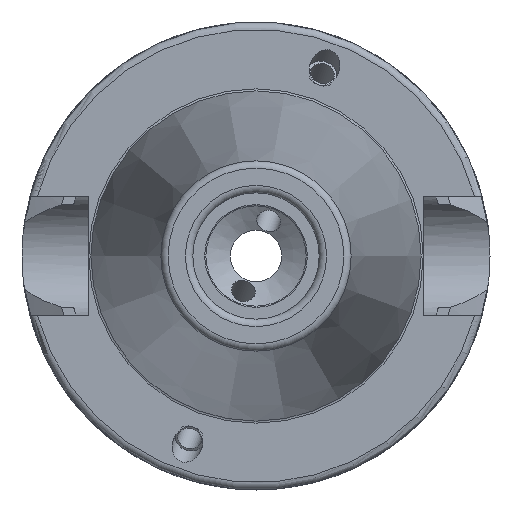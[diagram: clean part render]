
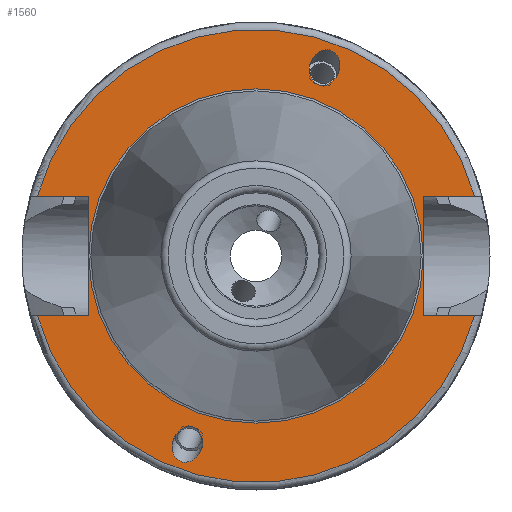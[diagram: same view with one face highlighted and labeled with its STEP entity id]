
A CAD part, left-side view. The second image highlights one B-rep face of the part: STEP entity #1560.
In plain terms, the highlighted planar face has unit normal (-1, 0, 0).
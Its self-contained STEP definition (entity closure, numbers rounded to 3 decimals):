
#27=ELLIPSE('',#1664,2.442,2.);
#38=ELLIPSE('',#1701,2.442,2.);
#74=FACE_BOUND('',#441,.T.);
#75=FACE_BOUND('',#442,.T.);
#76=FACE_BOUND('',#443,.T.);
#95=PLANE('',#1802);
#149=LINE('',#2832,#215);
#153=LINE('',#2840,#219);
#156=LINE('',#2860,#222);
#167=LINE('',#2962,#233);
#170=LINE('',#2983,#236);
#172=LINE('',#2986,#238);
#215=VECTOR('',#2147,10.);
#219=VECTOR('',#2153,10.);
#222=VECTOR('',#2158,10.);
#233=VECTOR('',#2215,10.);
#236=VECTOR('',#2220,10.);
#238=VECTOR('',#2224,10.);
#348=FACE_OUTER_BOUND('',#440,.T.);
#440=EDGE_LOOP('',(#1430,#1431,#1432,#1433,#1434,#1435,#1436,#1437));
#441=EDGE_LOOP('',(#1438));
#442=EDGE_LOOP('',(#1439));
#443=EDGE_LOOP('',(#1440,#1441));
#542=CIRCLE('',#1755,30.5);
#571=CIRCLE('',#1800,22.5);
#572=CIRCLE('',#1801,22.5);
#573=CIRCLE('',#1803,30.5);
#633=VERTEX_POINT('',#2590);
#657=VERTEX_POINT('',#2697);
#691=VERTEX_POINT('',#2820);
#692=VERTEX_POINT('',#2831);
#694=VERTEX_POINT('',#2837);
#695=VERTEX_POINT('',#2839);
#711=VERTEX_POINT('',#2922);
#718=VERTEX_POINT('',#2959);
#719=VERTEX_POINT('',#2961);
#723=VERTEX_POINT('',#2982);
#747=VERTEX_POINT('',#3054);
#748=VERTEX_POINT('',#3056);
#822=EDGE_CURVE('',#633,#633,#27,.T.);
#857=EDGE_CURVE('',#657,#657,#38,.T.);
#901=EDGE_CURVE('',#692,#691,#149,.T.);
#905=EDGE_CURVE('',#695,#694,#153,.T.);
#910=EDGE_CURVE('',#694,#692,#156,.T.);
#931=EDGE_CURVE('',#695,#711,#542,.T.);
#941=EDGE_CURVE('',#719,#718,#167,.T.);
#946=EDGE_CURVE('',#723,#711,#170,.T.);
#948=EDGE_CURVE('',#718,#723,#172,.T.);
#982=EDGE_CURVE('',#748,#747,#571,.T.);
#983=EDGE_CURVE('',#747,#748,#572,.T.);
#984=EDGE_CURVE('',#719,#691,#573,.T.);
#1430=ORIENTED_EDGE('',*,*,#901,.T.);
#1431=ORIENTED_EDGE('',*,*,#984,.F.);
#1432=ORIENTED_EDGE('',*,*,#941,.T.);
#1433=ORIENTED_EDGE('',*,*,#948,.T.);
#1434=ORIENTED_EDGE('',*,*,#946,.T.);
#1435=ORIENTED_EDGE('',*,*,#931,.F.);
#1436=ORIENTED_EDGE('',*,*,#905,.T.);
#1437=ORIENTED_EDGE('',*,*,#910,.T.);
#1438=ORIENTED_EDGE('',*,*,#822,.T.);
#1439=ORIENTED_EDGE('',*,*,#857,.T.);
#1440=ORIENTED_EDGE('',*,*,#982,.T.);
#1441=ORIENTED_EDGE('',*,*,#983,.T.);
#1560=ADVANCED_FACE('',(#348,#74,#75,#76),#95,.T.);
#1664=AXIS2_PLACEMENT_3D('',#2592,#1983,#1984);
#1701=AXIS2_PLACEMENT_3D('',#2699,#2065,#2066);
#1755=AXIS2_PLACEMENT_3D('',#2923,#2202,#2203);
#1800=AXIS2_PLACEMENT_3D('',#3057,#2309,#2310);
#1801=AXIS2_PLACEMENT_3D('',#3058,#2311,#2312);
#1802=AXIS2_PLACEMENT_3D('',#3059,#2313,#2314);
#1803=AXIS2_PLACEMENT_3D('',#3060,#2315,#2316);
#1983=DIRECTION('center_axis',(1.,0.,0.));
#1984=DIRECTION('ref_axis',(0.,-0.342,0.94));
#2065=DIRECTION('center_axis',(1.,0.,0.));
#2066=DIRECTION('ref_axis',(0.,0.342,-0.94));
#2147=DIRECTION('',(0.,-1.,0.));
#2153=DIRECTION('',(0.,1.,0.));
#2158=DIRECTION('',(0.,0.,1.));
#2202=DIRECTION('center_axis',(1.,0.,0.));
#2203=DIRECTION('ref_axis',(0.,0.,-1.));
#2215=DIRECTION('',(0.,-1.,0.));
#2220=DIRECTION('',(0.,1.,0.));
#2224=DIRECTION('',(0.,0.,-1.));
#2309=DIRECTION('center_axis',(1.,0.,0.));
#2310=DIRECTION('ref_axis',(0.,0.,-1.));
#2311=DIRECTION('center_axis',(1.,0.,0.));
#2312=DIRECTION('ref_axis',(0.,0.,-1.));
#2313=DIRECTION('center_axis',(-1.,0.,0.));
#2314=DIRECTION('ref_axis',(0.,0.,1.));
#2315=DIRECTION('center_axis',(1.,0.,0.));
#2316=DIRECTION('ref_axis',(0.,0.,-1.));
#2590=CARTESIAN_POINT('',(2.,-8.399,23.077));
#2592=CARTESIAN_POINT('Origin',(2.,-9.235,25.372));
#2697=CARTESIAN_POINT('',(2.,8.399,-23.077));
#2699=CARTESIAN_POINT('Origin',(2.,9.235,-25.372));
#2820=CARTESIAN_POINT('',(2.,-29.418,8.05));
#2831=CARTESIAN_POINT('',(2.,-22.6,8.05));
#2832=CARTESIAN_POINT('',(2.,3.95,8.05));
#2837=CARTESIAN_POINT('',(2.,-22.6,-8.05));
#2839=CARTESIAN_POINT('',(2.,-29.418,-8.05));
#2840=CARTESIAN_POINT('',(2.,3.95,-8.05));
#2860=CARTESIAN_POINT('',(2.,-22.6,0.));
#2922=CARTESIAN_POINT('',(2.,29.418,-8.05));
#2923=CARTESIAN_POINT('Origin',(2.,0.,0.));
#2959=CARTESIAN_POINT('',(2.,22.6,8.05));
#2961=CARTESIAN_POINT('',(2.,29.418,8.05));
#2962=CARTESIAN_POINT('',(2.,26.55,8.05));
#2982=CARTESIAN_POINT('',(2.,22.6,-8.05));
#2983=CARTESIAN_POINT('',(2.,26.55,-8.05));
#2986=CARTESIAN_POINT('',(2.,22.6,0.));
#3054=CARTESIAN_POINT('',(2.,0.,22.5));
#3056=CARTESIAN_POINT('',(2.,22.5,0.));
#3057=CARTESIAN_POINT('Origin',(2.,0.,0.));
#3058=CARTESIAN_POINT('Origin',(2.,0.,0.));
#3059=CARTESIAN_POINT('Origin',(2.,30.5,0.));
#3060=CARTESIAN_POINT('Origin',(2.,0.,0.));
